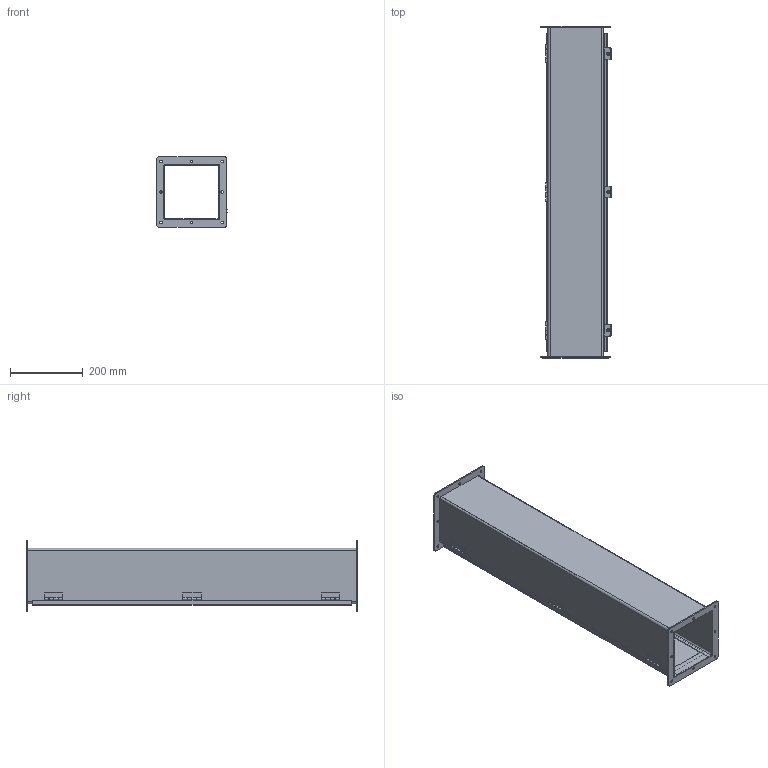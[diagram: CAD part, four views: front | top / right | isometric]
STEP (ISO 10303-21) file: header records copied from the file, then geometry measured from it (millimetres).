
FILE_DESCRIPTION(/* description */ ('JW, BTB, CRS, 36X6X6'),/* implementation_level */ '2;1');
FILE_NAME(/* name */ 'JW63.iam.stp',/* time_stamp */ '2014-09-17T09:13:11-06:00',/* author */ ('tkorenak'),/* organization */ (''),/* preprocessor_version */ 'ST-DEVELOPER v15.2',/* originating_system */ 'Autodesk Inventor 2014',/* authorisation */ '');
FILE_SCHEMA (('AUTOMOTIVE_DESIGN { 1 0 10303 214 3 1 1 }'));
Length unit declared in the file: inch
Products named in the file (13): JW63_BTB; JW6_RING; JW63_LID; JW6_SPC; JW63_GASKET; H6050139T; H6050139L; H6050139P; H6050139; 372134; C1001; C1002; JW63
Bounding box: 195.62 x 914.4 x 193.68 mm (x, y, z)
Volume: 1335970.9 mm3; surface area: 1383082 mm2
Topology: 25 solids, 25 shells, 394 faces, 961 edges, 620 vertices
Faces by surface type: plane 261, cylinder 121, cone 6, sphere 6
Full cylindrical faces by diameter (mm): 3.048 x3, 3.302 x12, 4.978 x3, 6.35 x3, 7.144 x16, 8.738 x3, 10.402 x3
Entity records: 5909 total; most frequent: DIRECTION 1016, CARTESIAN_POINT 945, ORIENTED_EDGE 868, EDGE_CURVE 434, AXIS2_PLACEMENT_3D 353, LINE 310, VECTOR 310, VERTEX_POINT 282
